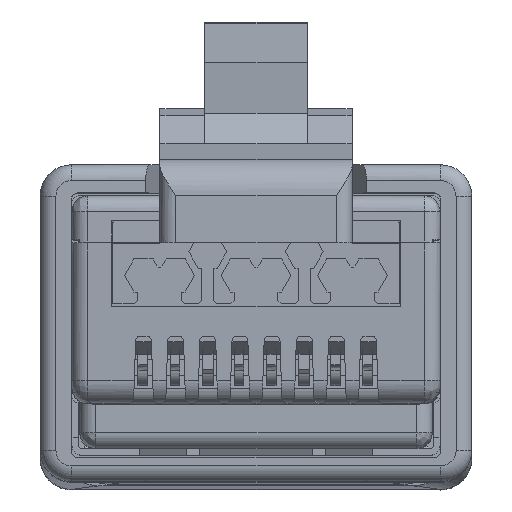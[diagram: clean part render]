
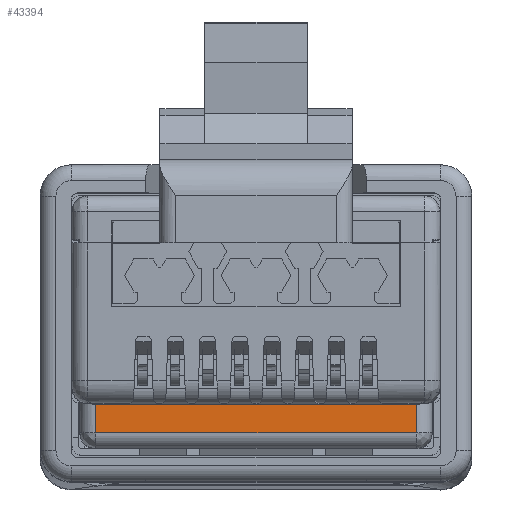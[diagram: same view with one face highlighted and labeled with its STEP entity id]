
A CAD part, top view. The second image highlights one B-rep face of the part: STEP entity #43394.
In plain terms, the highlighted planar face has unit normal (0, 0, 1).
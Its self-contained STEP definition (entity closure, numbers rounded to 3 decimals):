
#43367=AXIS2_PLACEMENT_3D('Plane Axis2P3D',#43364,#43365,#43366) ;
#40043=CARTESIAN_POINT('Line Origine',(6.85,2.453,165.38)) ;
#40047=CARTESIAN_POINT('Vertex',(11.94,2.453,165.38)) ;
#40049=CARTESIAN_POINT('Vertex',(1.76,2.453,165.38)) ;
#43364=CARTESIAN_POINT('Axis2P3D Location',(6.85,2.003,165.38)) ;
#43369=CARTESIAN_POINT('Line Origine',(6.85,1.553,165.38)) ;
#43373=CARTESIAN_POINT('Vertex',(1.76,1.553,165.38)) ;
#43375=CARTESIAN_POINT('Vertex',(11.94,1.553,165.38)) ;
#43378=CARTESIAN_POINT('Line Origine',(11.94,2.003,165.38)) ;
#43383=CARTESIAN_POINT('Line Origine',(1.76,2.003,165.38)) ;
#40044=DIRECTION('Vector Direction',(-1.,0.,0.)) ;
#43365=DIRECTION('Axis2P3D Direction',(0.,0.,1.)) ;
#43366=DIRECTION('Axis2P3D XDirection',(1.,0.,0.)) ;
#43370=DIRECTION('Vector Direction',(1.,0.,0.)) ;
#43379=DIRECTION('Vector Direction',(0.,1.,0.)) ;
#43384=DIRECTION('Vector Direction',(0.,-1.,0.)) ;
#40045=VECTOR('Line Direction',#40044,1.) ;
#43371=VECTOR('Line Direction',#43370,1.) ;
#43380=VECTOR('Line Direction',#43379,1.) ;
#43385=VECTOR('Line Direction',#43384,1.) ;
#43389=ORIENTED_EDGE('',*,*,#43377,.T.) ;
#43390=ORIENTED_EDGE('',*,*,#43382,.T.) ;
#43391=ORIENTED_EDGE('',*,*,#40051,.T.) ;
#43392=ORIENTED_EDGE('',*,*,#43387,.T.) ;
#43394=ADVANCED_FACE('RJ45_Patchcable.1\\NAUO2\\Imported6',(#43393),#43368,.T.) ;
#40051=EDGE_CURVE('',#40048,#40050,#40046,.T.) ;
#43377=EDGE_CURVE('',#43374,#43376,#43372,.T.) ;
#43382=EDGE_CURVE('',#43376,#40048,#43381,.T.) ;
#43387=EDGE_CURVE('',#40050,#43374,#43386,.T.) ;
#43388=EDGE_LOOP('',(#43389,#43390,#43391,#43392)) ;
#43393=FACE_OUTER_BOUND('',#43388,.T.) ;
#40046=LINE('Line',#40043,#40045) ;
#43372=LINE('Line',#43369,#43371) ;
#43381=LINE('Line',#43378,#43380) ;
#43386=LINE('Line',#43383,#43385) ;
#43368=PLANE('',#43367) ;
#40048=VERTEX_POINT('',#40047) ;
#40050=VERTEX_POINT('',#40049) ;
#43374=VERTEX_POINT('',#43373) ;
#43376=VERTEX_POINT('',#43375) ;
